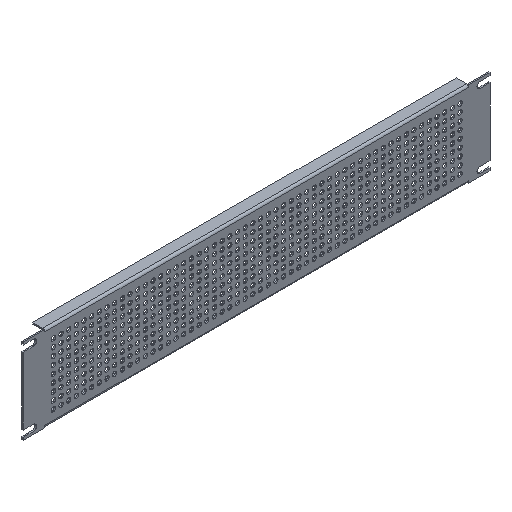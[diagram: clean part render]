
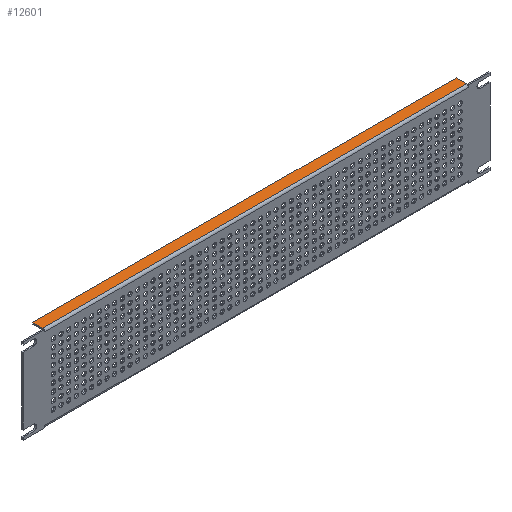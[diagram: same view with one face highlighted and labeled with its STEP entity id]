
A CAD part, isometric view. The second image highlights one B-rep face of the part: STEP entity #12601.
In plain terms, the highlighted planar face has unit normal (0, 0, 1).
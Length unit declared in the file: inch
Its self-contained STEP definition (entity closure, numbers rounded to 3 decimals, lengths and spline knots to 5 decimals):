
#828 = CARTESIAN_POINT ( 'NONE',  ( -8.625, 0.5, 1.734 ) ) ;
#998 = VECTOR ( 'NONE', #5942, 39.37008 ) ;
#1882 = DIRECTION ( 'NONE',  ( 0., -1., 0. ) ) ;
#2067 = CARTESIAN_POINT ( 'NONE',  ( 8.625, 0.04648, 1.734 ) ) ;
#2114 = VERTEX_POINT ( 'NONE', #8465 ) ;
#2393 = FACE_OUTER_BOUND ( 'NONE', #5729, .T. ) ;
#2574 = DIRECTION ( 'NONE',  ( 0., 0., -1. ) ) ;
#3301 = LINE ( 'NONE', #14039, #998 ) ;
#3450 = VERTEX_POINT ( 'NONE', #13649 ) ;
#3841 = CARTESIAN_POINT ( 'NONE',  ( -8.625, 0.086, 1.734 ) ) ;
#3947 = ORIENTED_EDGE ( 'NONE', *, *, #8497, .F. ) ;
#4182 = EDGE_CURVE ( 'NONE', #15767, #8828, #7345, .T. ) ;
#4749 = DIRECTION ( 'NONE',  ( -1., 0., 0. ) ) ;
#5624 = ORIENTED_EDGE ( 'NONE', *, *, #4182, .T. ) ;
#5729 = EDGE_LOOP ( 'NONE', ( #15725, #15808, #5624, #3947 ) ) ;
#5942 = DIRECTION ( 'NONE',  ( 1., 0., 0. ) ) ;
#6582 = PLANE ( 'NONE',  #13690 ) ;
#7345 = LINE ( 'NONE', #13074, #9817 ) ;
#7614 = DIRECTION ( 'NONE',  ( 0., -1., 0. ) ) ;
#8217 = DIRECTION ( 'NONE',  ( 0., 1., 0. ) ) ;
#8465 = CARTESIAN_POINT ( 'NONE',  ( 8.625, 0.5, 1.734 ) ) ;
#8497 = EDGE_CURVE ( 'NONE', #3450, #8828, #9944, .T. ) ;
#8512 = EDGE_CURVE ( 'NONE', #15767, #2114, #3301, .T. ) ;
#8828 = VERTEX_POINT ( 'NONE', #3841 ) ;
#9712 = VECTOR ( 'NONE', #4749, 39.37008 ) ;
#9817 = VECTOR ( 'NONE', #1882, 39.37008 ) ;
#9944 = LINE ( 'NONE', #17127, #9712 ) ;
#12601 = ADVANCED_FACE ( 'NONE', ( #2393 ), #6582, .F. ) ;
#13072 = LINE ( 'NONE', #2067, #15101 ) ;
#13074 = CARTESIAN_POINT ( 'NONE',  ( -8.625, 0.04648, 1.734 ) ) ;
#13443 = EDGE_CURVE ( 'NONE', #2114, #3450, #13072, .T. ) ;
#13491 = CARTESIAN_POINT ( 'NONE',  ( 8.625, 0.04648, 1.734 ) ) ;
#13649 = CARTESIAN_POINT ( 'NONE',  ( 8.625, 0.086, 1.734 ) ) ;
#13690 = AXIS2_PLACEMENT_3D ( 'NONE', #13491, #2574, #8217 ) ;
#14039 = CARTESIAN_POINT ( 'NONE',  ( 8.625, 0.5, 1.734 ) ) ;
#15101 = VECTOR ( 'NONE', #7614, 39.37008 ) ;
#15725 = ORIENTED_EDGE ( 'NONE', *, *, #13443, .F. ) ;
#15767 = VERTEX_POINT ( 'NONE', #828 ) ;
#15808 = ORIENTED_EDGE ( 'NONE', *, *, #8512, .F. ) ;
#17127 = CARTESIAN_POINT ( 'NONE',  ( 8.625, 0.086, 1.734 ) ) ;
